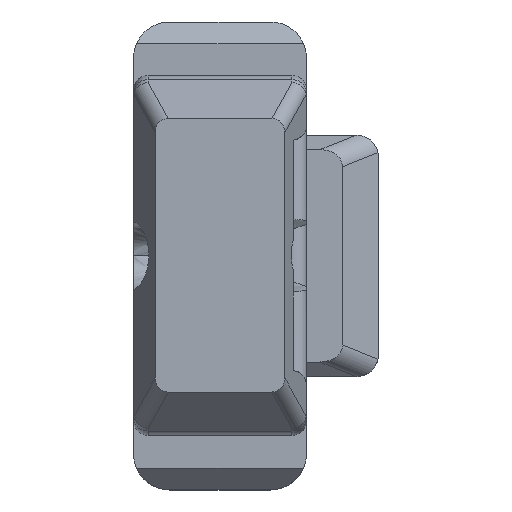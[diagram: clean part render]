
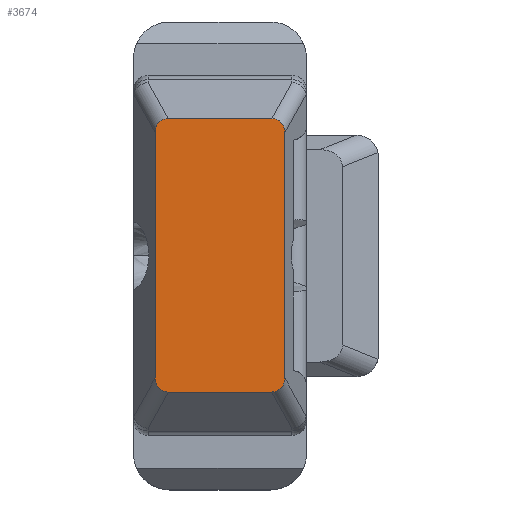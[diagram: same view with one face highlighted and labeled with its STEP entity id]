
A CAD part, top view. The second image highlights one B-rep face of the part: STEP entity #3674.
In plain terms, the highlighted planar face has unit normal (0, 0, 1).
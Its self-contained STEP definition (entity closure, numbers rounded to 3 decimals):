
#924=DIRECTION('',(0.,1.,0.));
#925=VECTOR('',#924,3.408);
#926=CARTESIAN_POINT('',(0.9,-1.704,4.9));
#927=LINE('',#926,#925);
#928=CARTESIAN_POINT('',(0.9,1.704,4.9));
#929=CARTESIAN_POINT('',(0.9,1.735,4.9));
#930=CARTESIAN_POINT('',(0.889,1.787,4.9));
#931=CARTESIAN_POINT('',(0.853,1.845,4.9));
#932=CARTESIAN_POINT('',(0.8,1.886,4.9));
#933=CARTESIAN_POINT('',(0.751,1.9,4.9));
#934=CARTESIAN_POINT('',(0.72,1.9,4.9));
#936=CARTESIAN_POINT('',(0.72,-1.9,4.9));
#937=CARTESIAN_POINT('',(0.751,-1.9,4.9));
#938=CARTESIAN_POINT('',(0.8,-1.886,4.9));
#939=CARTESIAN_POINT('',(0.853,-1.845,4.9));
#940=CARTESIAN_POINT('',(0.889,-1.787,4.9));
#941=CARTESIAN_POINT('',(0.9,-1.735,4.9));
#942=CARTESIAN_POINT('',(0.9,-1.704,4.9));
#944=CARTESIAN_POINT('',(-0.9,-1.704,4.9));
#945=CARTESIAN_POINT('',(-0.9,-1.735,4.9));
#946=CARTESIAN_POINT('',(-0.889,-1.787,4.9));
#947=CARTESIAN_POINT('',(-0.853,-1.845,4.9));
#948=CARTESIAN_POINT('',(-0.8,-1.886,4.9));
#949=CARTESIAN_POINT('',(-0.751,-1.9,4.9));
#950=CARTESIAN_POINT('',(-0.72,-1.9,4.9));
#952=CARTESIAN_POINT('',(-0.72,1.9,4.9));
#953=CARTESIAN_POINT('',(-0.751,1.9,4.9));
#954=CARTESIAN_POINT('',(-0.8,1.886,4.9));
#955=CARTESIAN_POINT('',(-0.853,1.845,4.9));
#956=CARTESIAN_POINT('',(-0.889,1.787,4.9));
#957=CARTESIAN_POINT('',(-0.9,1.735,4.9));
#958=CARTESIAN_POINT('',(-0.9,1.704,4.9));
#960=DIRECTION('',(1.,0.,0.));
#961=VECTOR('',#960,1.439);
#962=CARTESIAN_POINT('',(-0.72,1.9,4.9));
#963=LINE('',#962,#961);
#1452=DIRECTION('',(0.,-1.,0.));
#1453=VECTOR('',#1452,3.408);
#1454=CARTESIAN_POINT('',(-0.9,1.704,4.9));
#1455=LINE('',#1454,#1453);
#1468=DIRECTION('',(1.,0.,0.));
#1469=VECTOR('',#1468,1.439);
#1470=CARTESIAN_POINT('',(-0.72,-1.9,4.9));
#1471=LINE('',#1470,#1469);
#2407=VERTEX_POINT('',#928);
#2408=VERTEX_POINT('',#934);
#2502=CARTESIAN_POINT('',(-0.72,1.9,4.9));
#2503=VERTEX_POINT('',#2502);
#2504=CARTESIAN_POINT('',(0.9,-1.704,4.9));
#2505=VERTEX_POINT('',#2504);
#2630=VERTEX_POINT('',#936);
#2631=VERTEX_POINT('',#944);
#2632=VERTEX_POINT('',#950);
#2756=VERTEX_POINT('',#958);
#3653=CARTESIAN_POINT('',(-1.2,1.9,4.9));
#3654=DIRECTION('',(0.,0.,1.));
#3655=DIRECTION('',(0.,-1.,0.));
#3656=AXIS2_PLACEMENT_3D('',#3653,#3654,#3655);
#3657=PLANE('',#3656);
#3658=ORIENTED_EDGE('',*,*,#3643,.F.);
#3659=ORIENTED_EDGE('',*,*,#3633,.F.);
#3661=ORIENTED_EDGE('',*,*,#3660,.F.);
#3663=ORIENTED_EDGE('',*,*,#3662,.F.);
#3665=ORIENTED_EDGE('',*,*,#3664,.F.);
#3667=ORIENTED_EDGE('',*,*,#3666,.F.);
#3669=ORIENTED_EDGE('',*,*,#3668,.F.);
#3671=ORIENTED_EDGE('',*,*,#3670,.T.);
#3672=EDGE_LOOP('',(#3658,#3659,#3661,#3663,#3665,#3667,#3669,#3671));
#3673=FACE_OUTER_BOUND('',#3672,.F.);
#3674=ADVANCED_FACE('',(#3673),#3657,.T.);
#935=B_SPLINE_CURVE_WITH_KNOTS('',3,(#928,#929,#930,#931,#932,#933,#934),
.UNSPECIFIED.,.F.,.F.,(4,1,1,1,4),(0.,0.25,0.5,0.75,1.),
.UNSPECIFIED.);
#943=B_SPLINE_CURVE_WITH_KNOTS('',3,(#936,#937,#938,#939,#940,#941,#942),
.UNSPECIFIED.,.F.,.F.,(4,1,1,1,4),(0.,0.25,0.5,0.75,1.),
.UNSPECIFIED.);
#951=B_SPLINE_CURVE_WITH_KNOTS('',3,(#944,#945,#946,#947,#948,#949,#950),
.UNSPECIFIED.,.F.,.F.,(4,1,1,1,4),(0.,0.25,0.5,0.75,1.),
.UNSPECIFIED.);
#959=B_SPLINE_CURVE_WITH_KNOTS('',3,(#952,#953,#954,#955,#956,#957,#958),
.UNSPECIFIED.,.F.,.F.,(4,1,1,1,4),(0.,0.25,0.5,0.75,1.),
.UNSPECIFIED.);
#3633=EDGE_CURVE('',#2505,#2407,#927,.T.);
#3643=EDGE_CURVE('',#2407,#2408,#935,.T.);
#3660=EDGE_CURVE('',#2630,#2505,#943,.T.);
#3662=EDGE_CURVE('',#2632,#2630,#1471,.T.);
#3664=EDGE_CURVE('',#2631,#2632,#951,.T.);
#3666=EDGE_CURVE('',#2756,#2631,#1455,.T.);
#3668=EDGE_CURVE('',#2503,#2756,#959,.T.);
#3670=EDGE_CURVE('',#2503,#2408,#963,.T.);
